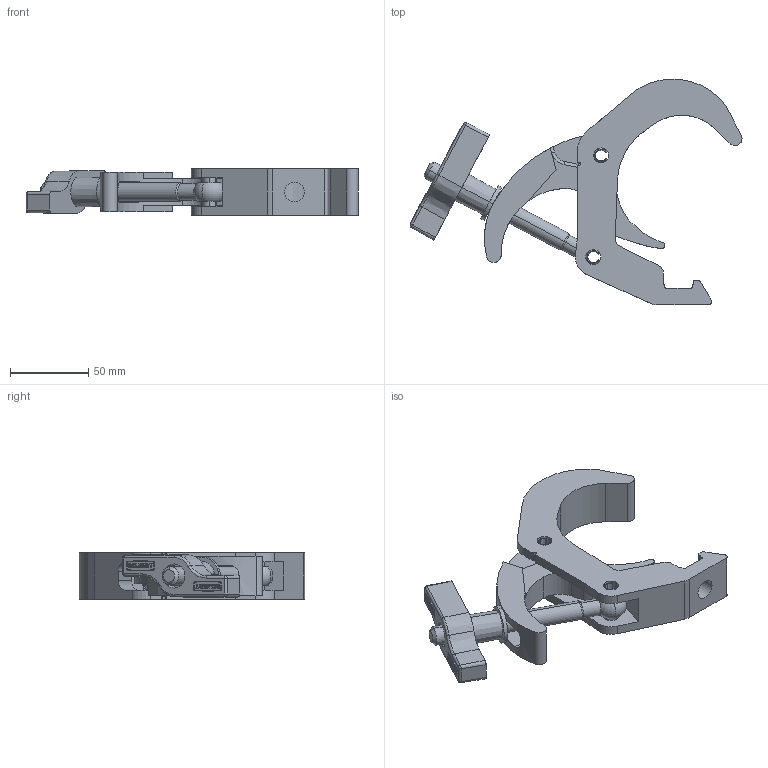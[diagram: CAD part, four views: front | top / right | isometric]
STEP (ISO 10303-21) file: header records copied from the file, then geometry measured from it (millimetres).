
FILE_DESCRIPTION (( 'STEP AP203' ), '1' );
FILE_NAME ('T58500 & T58501.STEP', '2018-08-09T10:42:43', ( '' ), ( '' ), 'SwSTEP 2.0', 'SolidWorks 2016', '' );
FILE_SCHEMA (( 'CONFIG_CONTROL_DESIGN' ));
Length unit declared in the file: millimetre
Products named in the file (11): Doughty Knob_S0124; TH692; T58500 & T58501; TH2015_30MM WIDE; F791; A Washer_Bright washer BS 4320 - M12 (Form A); TH657_NO STAMPING; T78056_T78057; TH658_TH658; TH2016_25MM WIDE; S1192_For T58500
Assembly tree (11 placements, depth 3):
  T58500 & T58501
    TH657_NO STAMPING
      TH2015_30MM WIDE
    TH658_TH658
      TH2016_25MM WIDE
    F791  x2
    S1192_For T58500
    T78056_T78057
      TH692
      Doughty Knob_S0124
      A Washer_Bright washer BS 4320 - M12 (Form A)
Bounding box: 211.68 x 143.95 x 29.9 mm (x, y, z)
Volume: 211996.5 mm3; surface area: 63402.6 mm2
Topology: 8 solids, 8 shells, 436 faces, 1154 edges, 752 vertices
Faces by surface type: plane 193, cylinder 183, cone 30, torus 16, bspline 14
Entity records: 16612 total; most frequent: CARTESIAN_POINT 4651, DIRECTION 2343, ORIENTED_EDGE 2232, EDGE_CURVE 1116, AXIS2_PLACEMENT_3D 852, VERTEX_POINT 728, LINE 639, VECTOR 639
